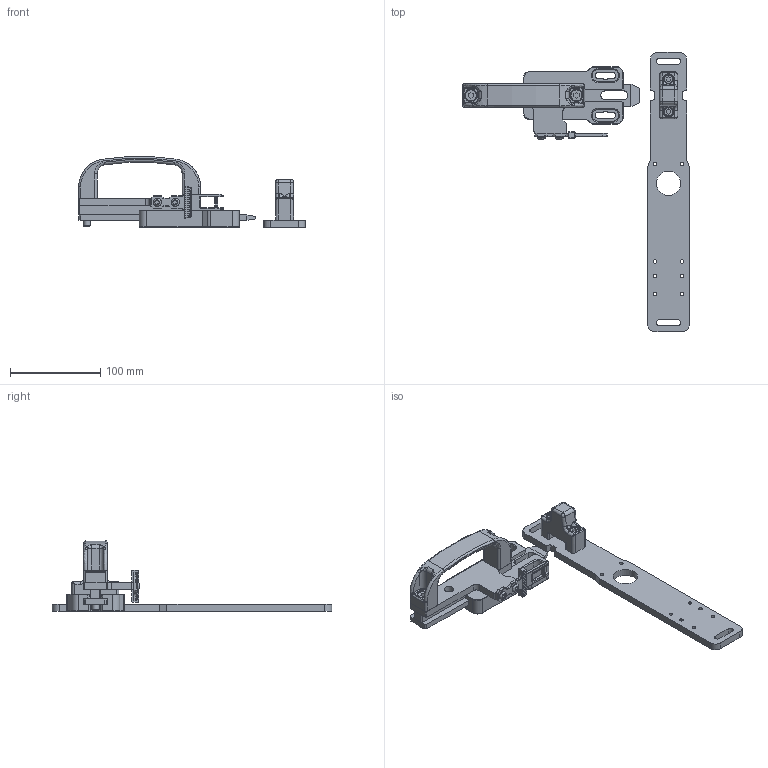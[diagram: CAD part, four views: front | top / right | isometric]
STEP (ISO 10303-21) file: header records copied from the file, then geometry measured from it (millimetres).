
FILE_DESCRIPTION (( 'STEP AP214' ), '1' );
FILE_NAME ('GBL-1-210001.STEP', '2020-06-19T16:22:24', ( '' ), ( '' ), 'SwSTEP 2.0', 'SolidWorks 2019', '' );
FILE_SCHEMA (( 'AUTOMOTIVE_DESIGN' ));
Length unit declared in the file: millimetre
Products named in the file (1): GBL-1-210001
Bounding box: 251.1 x 310 x 78.45 mm (x, y, z)
Volume: 327401.4 mm3; surface area: 122452.6 mm2
Topology: 15 solids, 15 shells, 875 faces, 2156 edges, 1317 vertices
Faces by surface type: cylinder 358, plane 316, bspline 182, cone 15, torus 4
Full cylindrical faces by diameter (mm): 4 x8, 4.2 x2, 5 x4, 5.5 x2, 6 x2, 6.5 x2, 6.75 x2, 8 x2, 8.3 x2, 8.6 x2, 8.8 x2, 9 x1, 9.3 x2, 10 x2, 10.5 x2, 11 x2, 13 x2, 14 x2, 27 x1
Entity records: 30615 total; most frequent: CARTESIAN_POINT 11319, ORIENTED_EDGE 4098, DIRECTION 3745, EDGE_CURVE 2049, AXIS2_PLACEMENT_3D 1345, VERTEX_POINT 1292, VECTOR 1055, LINE 1055
